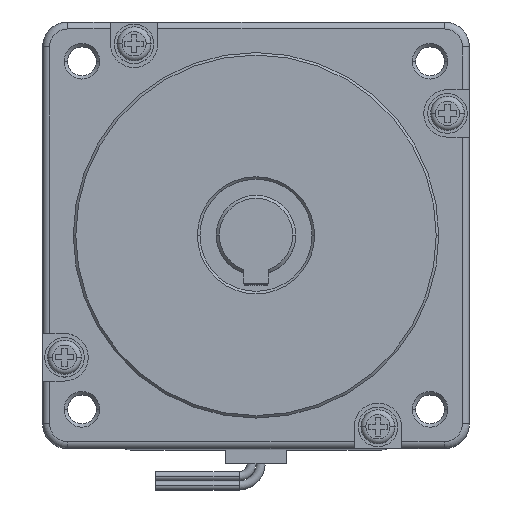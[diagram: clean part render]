
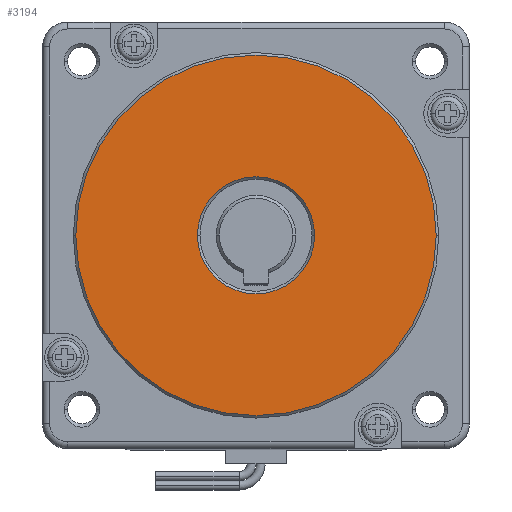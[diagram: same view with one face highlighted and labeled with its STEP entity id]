
A CAD part, top view. The second image highlights one B-rep face of the part: STEP entity #3194.
In plain terms, the highlighted planar face has unit normal (0, 0, 1).
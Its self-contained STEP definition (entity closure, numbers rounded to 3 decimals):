
#322 = CARTESIAN_POINT ( 'NONE',  ( 0., 0., 1.52 ) ) ;
#447 = DIRECTION ( 'NONE',  ( 0., 0., 1. ) ) ;
#665 = DIRECTION ( 'NONE',  ( 1., 0., 0. ) ) ;
#983 = CARTESIAN_POINT ( 'NONE',  ( 0., 0., 1.52 ) ) ;
#1044 = EDGE_CURVE ( 'NONE', #7917, #1663, #9171, .T. ) ;
#1072 = ORIENTED_EDGE ( 'NONE', *, *, #2696, .T. ) ;
#1541 = ORIENTED_EDGE ( 'NONE', *, *, #6291, .T. ) ;
#1663 = VERTEX_POINT ( 'NONE', #6559 ) ;
#2015 = DIRECTION ( 'NONE',  ( 0., 0., -1. ) ) ;
#2165 = PLANE ( 'NONE',  #8672 ) ;
#2194 = DIRECTION ( 'NONE',  ( 1., 0., 0. ) ) ;
#2384 = VERTEX_POINT ( 'NONE', #4034 ) ;
#2398 = DIRECTION ( 'NONE',  ( 0., 0., 1. ) ) ;
#2696 = EDGE_CURVE ( 'NONE', #5499, #2384, #9114, .T. ) ;
#2711 = CIRCLE ( 'NONE', #4944, 35.99 ) ;
#2963 = AXIS2_PLACEMENT_3D ( 'NONE', #5751, #447, #2194 ) ;
#3194 = ADVANCED_FACE ( 'NONE', ( #7149, #6596 ), #2165, .T. ) ;
#3270 = CARTESIAN_POINT ( 'NONE',  ( 0., 0., 1.52 ) ) ;
#3931 = AXIS2_PLACEMENT_3D ( 'NONE', #322, #8386, #6516 ) ;
#4034 = CARTESIAN_POINT ( 'NONE',  ( 11.69, 0., 1.52 ) ) ;
#4101 = DIRECTION ( 'NONE',  ( 0., 0., 1. ) ) ;
#4774 = EDGE_LOOP ( 'NONE', ( #1541, #1072 ) ) ;
#4903 = CARTESIAN_POINT ( 'NONE',  ( -11.69, 0., 1.52 ) ) ;
#4944 = AXIS2_PLACEMENT_3D ( 'NONE', #11392, #4101, #9478 ) ;
#5499 = VERTEX_POINT ( 'NONE', #4903 ) ;
#5571 = CARTESIAN_POINT ( 'NONE',  ( 35.99, 0., 1.52 ) ) ;
#5751 = CARTESIAN_POINT ( 'NONE',  ( 0., 0., 1.52 ) ) ;
#6291 = EDGE_CURVE ( 'NONE', #2384, #5499, #6638, .T. ) ;
#6516 = DIRECTION ( 'NONE',  ( 1., 0., 0. ) ) ;
#6559 = CARTESIAN_POINT ( 'NONE',  ( -35.99, 0., 1.52 ) ) ;
#6596 = FACE_BOUND ( 'NONE', #4774, .T. ) ;
#6638 = CIRCLE ( 'NONE', #3931, 11.69 ) ;
#6647 = EDGE_LOOP ( 'NONE', ( #6920, #7880 ) ) ;
#6920 = ORIENTED_EDGE ( 'NONE', *, *, #8536, .T. ) ;
#7149 = FACE_OUTER_BOUND ( 'NONE', #6647, .T. ) ;
#7880 = ORIENTED_EDGE ( 'NONE', *, *, #1044, .T. ) ;
#7917 = VERTEX_POINT ( 'NONE', #5571 ) ;
#8217 = DIRECTION ( 'NONE',  ( 1., 0., 0. ) ) ;
#8386 = DIRECTION ( 'NONE',  ( 0., 0., -1. ) ) ;
#8536 = EDGE_CURVE ( 'NONE', #1663, #7917, #2711, .T. ) ;
#8672 = AXIS2_PLACEMENT_3D ( 'NONE', #3270, #2398, #665 ) ;
#8810 = AXIS2_PLACEMENT_3D ( 'NONE', #983, #2015, #8217 ) ;
#9114 = CIRCLE ( 'NONE', #8810, 11.69 ) ;
#9171 = CIRCLE ( 'NONE', #2963, 35.99 ) ;
#9478 = DIRECTION ( 'NONE',  ( 1., 0., 0. ) ) ;
#11392 = CARTESIAN_POINT ( 'NONE',  ( 0., 0., 1.52 ) ) ;
